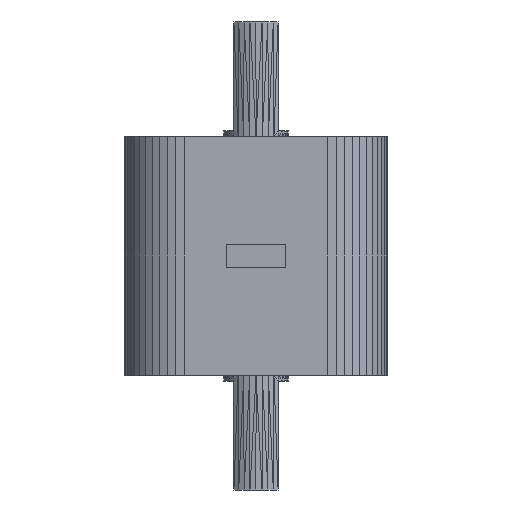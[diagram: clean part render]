
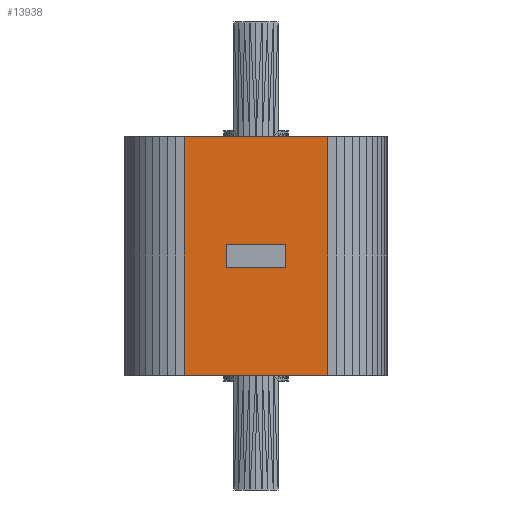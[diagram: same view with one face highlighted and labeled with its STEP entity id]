
A CAD part, left-side view. The second image highlights one B-rep face of the part: STEP entity #13938.
In plain terms, the highlighted planar face has unit normal (-1, 0, 0).
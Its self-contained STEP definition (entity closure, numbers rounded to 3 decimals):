
#29=FACE_BOUND('',#1694,.T.);
#716=FACE_OUTER_BOUND('',#1693,.T.);
#1693=EDGE_LOOP('',(#11189,#11190,#11191,#11192));
#1694=EDGE_LOOP('',(#11193,#11194,#11195,#11196));
#2010=LINE('',#19094,#3888);
#2013=LINE('',#19099,#3891);
#2039=LINE('',#19151,#3917);
#2041=LINE('',#19154,#3919);
#2926=LINE('',#20924,#4804);
#2991=LINE('',#21054,#4869);
#2996=LINE('',#21062,#4874);
#3078=LINE('',#21225,#4956);
#3888=VECTOR('',#15249,10.);
#3891=VECTOR('',#15254,10.);
#3917=VECTOR('',#15282,10.);
#3919=VECTOR('',#15286,10.);
#4804=VECTOR('',#17059,10.);
#4869=VECTOR('',#17166,10.);
#4874=VECTOR('',#17177,10.);
#4956=VECTOR('',#17261,10.);
#5766=VERTEX_POINT('',#19092);
#5767=VERTEX_POINT('',#19093);
#5768=VERTEX_POINT('',#19098);
#5793=VERTEX_POINT('',#19150);
#6233=VERTEX_POINT('',#20921);
#6234=VERTEX_POINT('',#20923);
#6277=VERTEX_POINT('',#21050);
#6278=VERTEX_POINT('',#21052);
#6686=EDGE_CURVE('',#5766,#5767,#2010,.T.);
#6689=EDGE_CURVE('',#5766,#5768,#2013,.T.);
#6715=EDGE_CURVE('',#5768,#5793,#2039,.T.);
#6717=EDGE_CURVE('',#5767,#5793,#2041,.T.);
#7602=EDGE_CURVE('',#6233,#6234,#2926,.T.);
#7667=EDGE_CURVE('',#6277,#6278,#2991,.T.);
#7672=EDGE_CURVE('',#6278,#6234,#2996,.T.);
#7754=EDGE_CURVE('',#6277,#6233,#3078,.T.);
#11189=ORIENTED_EDGE('',*,*,#7754,.F.);
#11190=ORIENTED_EDGE('',*,*,#7667,.T.);
#11191=ORIENTED_EDGE('',*,*,#7672,.T.);
#11192=ORIENTED_EDGE('',*,*,#7602,.F.);
#11193=ORIENTED_EDGE('',*,*,#6715,.T.);
#11194=ORIENTED_EDGE('',*,*,#6717,.F.);
#11195=ORIENTED_EDGE('',*,*,#6686,.F.);
#11196=ORIENTED_EDGE('',*,*,#6689,.T.);
#12971=PLANE('',#14921);
#13938=ADVANCED_FACE('',(#716,#29),#12971,.T.);
#14921=AXIS2_PLACEMENT_3D('',#21945,#18038,#18039);
#15249=DIRECTION('',(0.,0.,1.));
#15254=DIRECTION('',(0.,1.,0.));
#15282=DIRECTION('',(0.,0.,1.));
#15286=DIRECTION('',(0.,1.,0.));
#17059=DIRECTION('',(0.,0.,1.));
#17166=DIRECTION('',(0.,0.,1.));
#17177=DIRECTION('',(0.,1.,0.));
#17261=DIRECTION('',(0.,1.,0.));
#18038=DIRECTION('center_axis',(-1.,0.,0.));
#18039=DIRECTION('ref_axis',(0.,0.,1.));
#19092=CARTESIAN_POINT('',(-300.,-25.,186.));
#19093=CARTESIAN_POINT('',(-300.,-25.,206.));
#19094=CARTESIAN_POINT('',(-300.,-25.,186.));
#19098=CARTESIAN_POINT('',(-300.,25.,186.));
#19099=CARTESIAN_POINT('',(-300.,-25.,186.));
#19150=CARTESIAN_POINT('',(-300.,25.,206.));
#19151=CARTESIAN_POINT('',(-300.,25.,186.));
#19154=CARTESIAN_POINT('',(-300.,-25.,206.));
#20921=CARTESIAN_POINT('',(-300.,60.,96.));
#20923=CARTESIAN_POINT('',(-300.,60.,296.));
#20924=CARTESIAN_POINT('',(-300.,60.,96.));
#21050=CARTESIAN_POINT('',(-300.,-60.,96.));
#21052=CARTESIAN_POINT('',(-300.,-60.,296.));
#21054=CARTESIAN_POINT('',(-300.,-60.,96.));
#21062=CARTESIAN_POINT('',(-300.,-60.,296.));
#21225=CARTESIAN_POINT('',(-300.,-60.,96.));
#21945=CARTESIAN_POINT('Origin',(-300.,25.,206.));
